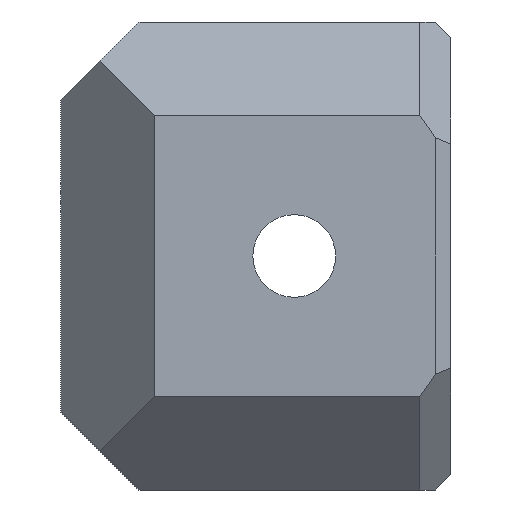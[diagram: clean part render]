
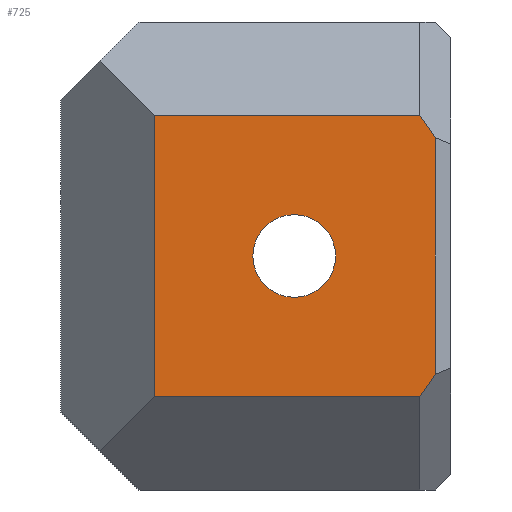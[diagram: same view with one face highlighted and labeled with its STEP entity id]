
A CAD part, front view. The second image highlights one B-rep face of the part: STEP entity #725.
In plain terms, the highlighted planar face has unit normal (0, -1, 0).
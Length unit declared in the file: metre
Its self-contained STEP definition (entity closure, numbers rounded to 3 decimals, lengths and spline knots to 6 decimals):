
#12=CIRCLE('',#775,0.00265);
#59=ORIENTED_EDGE('',*,*,#246,.T.);
#60=ORIENTED_EDGE('',*,*,#259,.T.);
#61=ORIENTED_EDGE('',*,*,#260,.T.);
#62=ORIENTED_EDGE('',*,*,#261,.T.);
#63=ORIENTED_EDGE('',*,*,#262,.T.);
#64=ORIENTED_EDGE('',*,*,#263,.T.);
#65=ORIENTED_EDGE('',*,*,#264,.T.);
#246=EDGE_CURVE('',#346,#346,#12,.T.);
#259=EDGE_CURVE('',#359,#360,#426,.T.);
#260=EDGE_CURVE('',#360,#361,#427,.T.);
#261=EDGE_CURVE('',#361,#362,#428,.T.);
#262=EDGE_CURVE('',#362,#363,#429,.F.);
#263=EDGE_CURVE('',#363,#364,#430,.T.);
#264=EDGE_CURVE('',#364,#359,#431,.T.);
#346=VERTEX_POINT('',#1052);
#359=VERTEX_POINT('',#1081);
#360=VERTEX_POINT('',#1082);
#361=VERTEX_POINT('',#1084);
#362=VERTEX_POINT('',#1086);
#363=VERTEX_POINT('',#1088);
#364=VERTEX_POINT('',#1090);
#426=LINE('',#1080,#514);
#427=LINE('',#1083,#515);
#428=LINE('',#1085,#516);
#429=LINE('',#1087,#517);
#430=LINE('',#1089,#518);
#431=LINE('',#1091,#519);
#514=VECTOR('',#868,1.);
#515=VECTOR('',#869,1.);
#516=VECTOR('',#870,1.);
#517=VECTOR('',#871,1.);
#518=VECTOR('',#872,1.);
#519=VECTOR('',#873,1.);
#584=EDGE_LOOP('',(#59));
#585=EDGE_LOOP('',(#60,#61,#62,#63,#64,#65));
#640=FACE_BOUND('',#584,.T.);
#641=FACE_BOUND('',#585,.T.);
#691=PLANE('',#780);
#725=ADVANCED_FACE('',(#640,#641),#691,.F.);
#775=AXIS2_PLACEMENT_3D('',#1051,#846,#847);
#780=AXIS2_PLACEMENT_3D('',#1079,#866,#867);
#846=DIRECTION('',(0.,1.,0.));
#847=DIRECTION('',(-1.,0.,0.));
#866=DIRECTION('',(0.,1.,0.));
#867=DIRECTION('',(-1.,0.,0.));
#868=DIRECTION('',(1.,0.,0.));
#869=DIRECTION('',(0.577,0.,0.816));
#870=DIRECTION('',(0.,0.,1.));
#871=DIRECTION('',(0.577,0.,-0.816));
#872=DIRECTION('',(-1.,0.,0.));
#873=DIRECTION('',(0.,0.,-1.));
#1051=CARTESIAN_POINT('',(0.00245,-0.023,0.));
#1052=CARTESIAN_POINT('',(-0.0002,-0.023,0.));
#1079=CARTESIAN_POINT('',(0.,-0.023,0.015));
#1080=CARTESIAN_POINT('',(0.,-0.023,-0.009));
#1081=CARTESIAN_POINT('',(-0.0065,-0.023,-0.009));
#1082=CARTESIAN_POINT('',(0.0105,-0.023,-0.009));
#1083=CARTESIAN_POINT('',(0.015015,-0.023,-0.002614));
#1084=CARTESIAN_POINT('',(0.0115,-0.023,-0.007586));
#1085=CARTESIAN_POINT('',(0.0115,-0.023,0.009));
#1086=CARTESIAN_POINT('',(0.0115,-0.023,0.007586));
#1087=CARTESIAN_POINT('',(0.007944,-0.023,0.012614));
#1088=CARTESIAN_POINT('',(0.0105,-0.023,0.009));
#1089=CARTESIAN_POINT('',(-0.0075,-0.023,0.009));
#1090=CARTESIAN_POINT('',(-0.0065,-0.023,0.009));
#1091=CARTESIAN_POINT('',(-0.0065,-0.023,0.015));
